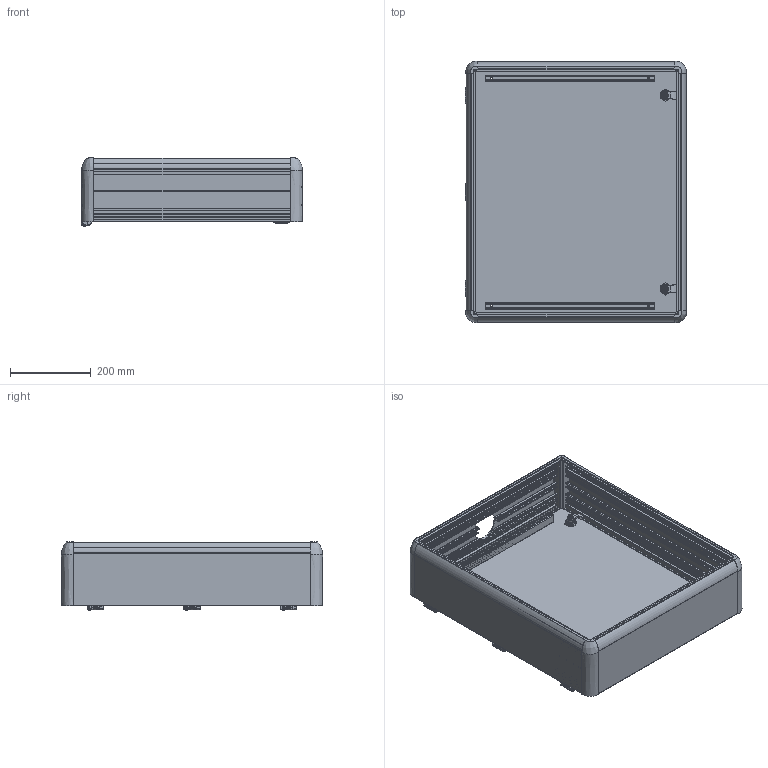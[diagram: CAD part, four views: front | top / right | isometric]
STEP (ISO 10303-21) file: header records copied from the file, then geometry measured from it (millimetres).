
FILE_DESCRIPTION (( 'STEP AP214' ), '1' );
FILE_NAME ('ECO.1500.0014(500x600)_REV3.STEP', '2024-08-15T13:23:37', ( '' ), ( '' ), 'SwSTEP 2.0', 'SolidWorks 2023', '' );
FILE_SCHEMA (( 'AUTOMOTIVE_DESIGN' ));
Length unit declared in the file: inch
Products named in the file (1): ECO.1500.0014(500x600)_REV3
Bounding box: 547.91 x 647.48 x 168.65 mm (x, y, z)
Volume: 3490442.3 mm3; surface area: 2436837.7 mm2
Topology: 14 solids, 28 shells, 3059 faces, 8849 edges, 5731 vertices
Faces by surface type: plane 1410, cylinder 1034, cone 273, bspline 218, torus 103, sphere 21
Full cylindrical faces by diameter (mm): 4.018 x2, 5 x4, 5.117 x3, 6 x2, 7 x4, 13.5 x2, 15.332 x4, 16 x2, 22.446 x2, 25.237 x2, 71 x1
Entity records: 119792 total; most frequent: CARTESIAN_POINT 40473, ORIENTED_EDGE 17568, DIRECTION 15613, EDGE_CURVE 8784, VERTEX_POINT 5710, AXIS2_PLACEMENT_3D 5497, LINE 4619, VECTOR 4619
